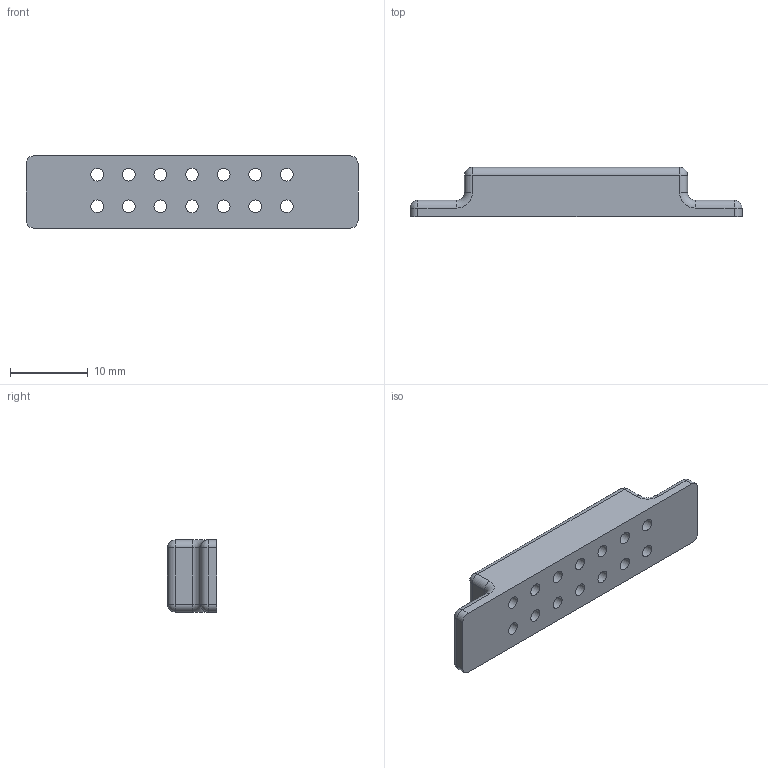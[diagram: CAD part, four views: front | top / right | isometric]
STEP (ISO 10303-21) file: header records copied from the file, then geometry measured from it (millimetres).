
FILE_DESCRIPTION(/* description */ (''),/* implementation_level */ '2;1');
FILE_NAME(/* name */ 'pogo_pin_jig_1p640_thick.step',/* time_stamp */ '2024-03-15T12:28:43-04:00',/* author */ (''),/* organization */ (''),/* preprocessor_version */ 'ST-DEVELOPER v20',/* originating_system */ 'Autodesk Translation Framework v12.20.1.177',/* authorisation */ '');
FILE_SCHEMA (('AUTOMOTIVE_DESIGN { 1 0 10303 214 3 1 1 }'));
Length unit declared in the file: millimetre
Products named in the file (1): pogo_pin_guide
Bounding box: 42.67 x 6.3 x 9.28 mm (x, y, z)
Volume: 1734 mm3; surface area: 1652.7 mm2
Topology: 1 solids, 1 shells, 56 faces, 130 edges, 76 vertices
Faces by surface type: cylinder 34, plane 10, sphere 8, torus 4
Full cylindrical faces by diameter (mm): 1.64 x14
Entity records: 1668 total; most frequent: DIRECTION 316, CARTESIAN_POINT 263, ORIENTED_EDGE 260, EDGE_CURVE 130, AXIS2_PLACEMENT_3D 129, EDGE_LOOP 84, VERTEX_POINT 76, CIRCLE 72
